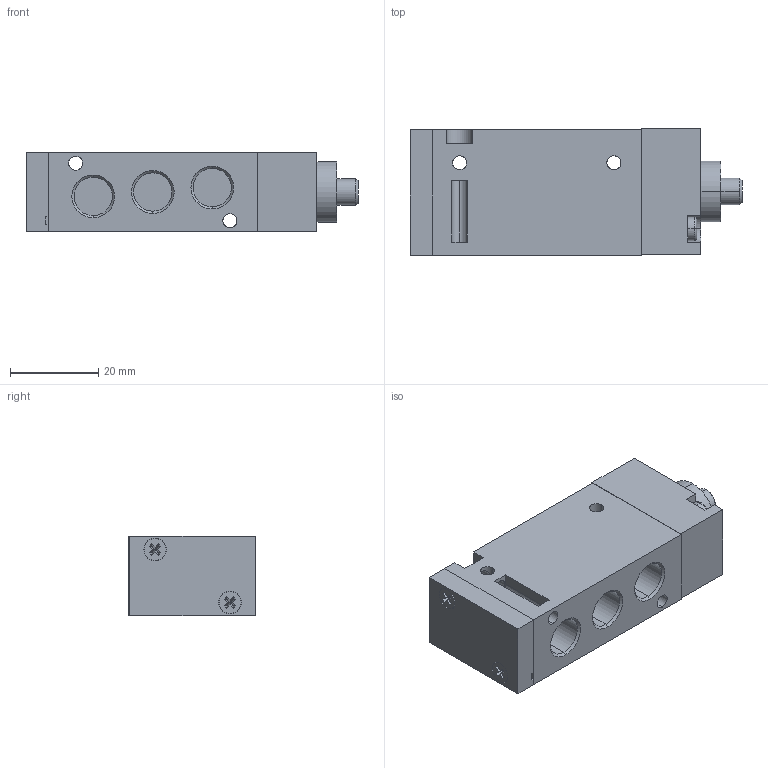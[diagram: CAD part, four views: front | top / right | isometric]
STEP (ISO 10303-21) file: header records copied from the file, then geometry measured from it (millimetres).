
FILE_DESCRIPTION (( 'STEP AP203' ), '1' );
FILE_NAME ('SFP1101.STEP', '2016-01-13T02:26:35', ( 'yrd8' ), ( 'Hewlett-Packard Company' ), 'SwSTEP 2.0', 'SolidWorks 2008', '' );
FILE_SCHEMA (( 'CONFIG_CONTROL_DESIGN' ));
Length unit declared in the file: millimetre
Products named in the file (4): SFP1101; SFP2000 Body_ル遽; SFP2000 Semi Pilot_ル遽; SF2000 BODY COVER_ル遽
Assembly tree (3 placements, depth 2):
  SFP1101
    SFP2000 Body_ル遽
    SFP2000 Semi Pilot_ル遽
    SF2000 BODY COVER_ル遽
Bounding box: 75.3 x 28.75 x 18 mm (x, y, z)
Volume: 29756.4 mm3; surface area: 12158 mm2
Topology: 3 solids, 3 shells, 186 faces, 459 edges, 296 vertices
Faces by surface type: plane 109, cylinder 57, cone 16, torus 4
Entity records: 5913 total; most frequent: CARTESIAN_POINT 995, DIRECTION 951, ORIENTED_EDGE 918, EDGE_CURVE 459, LINE 319, VECTOR 319, AXIS2_PLACEMENT_3D 316, VERTEX_POINT 296
